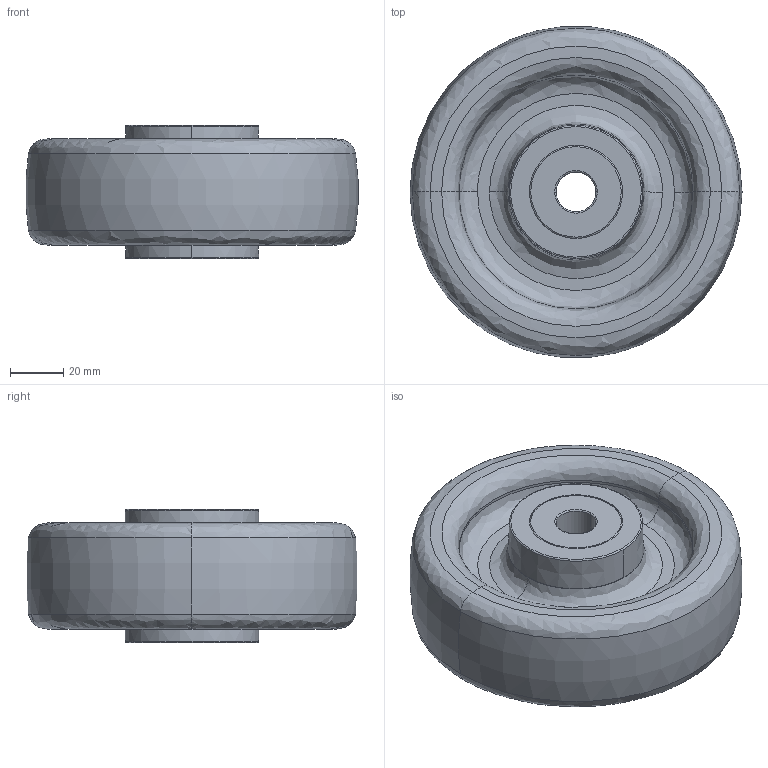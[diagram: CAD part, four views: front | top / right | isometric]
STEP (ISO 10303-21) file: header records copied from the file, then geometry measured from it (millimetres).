
FILE_DESCRIPTION (( 'STEP AP214' ), '1' );
FILE_NAME ('0014382.step', '2020-11-06T10:13:30', ( '' ), ( '' ), 'SwSTEP 2.0', 'SolidWorks 2018', '' );
FILE_SCHEMA (( 'AUTOMOTIVE_DESIGN' ));
Length unit declared in the file: millimetre
Products named in the file (1): 0014382
Bounding box: 124.77 x 124.34 x 50 mm (x, y, z)
Volume: 354208 mm3; surface area: 58402.4 mm2
Topology: 3 solids, 11 shells, 192 faces, 456 edges, 292 vertices
Faces by surface type: bspline 80, plane 44, cylinder 26, cone 24, torus 18
Entity records: 8181 total; most frequent: CARTESIAN_POINT 4038, ORIENTED_EDGE 912, DIRECTION 720, EDGE_CURVE 456, AXIS2_PLACEMENT_3D 307, VERTEX_POINT 292, EDGE_LOOP 204, CIRCLE 194
